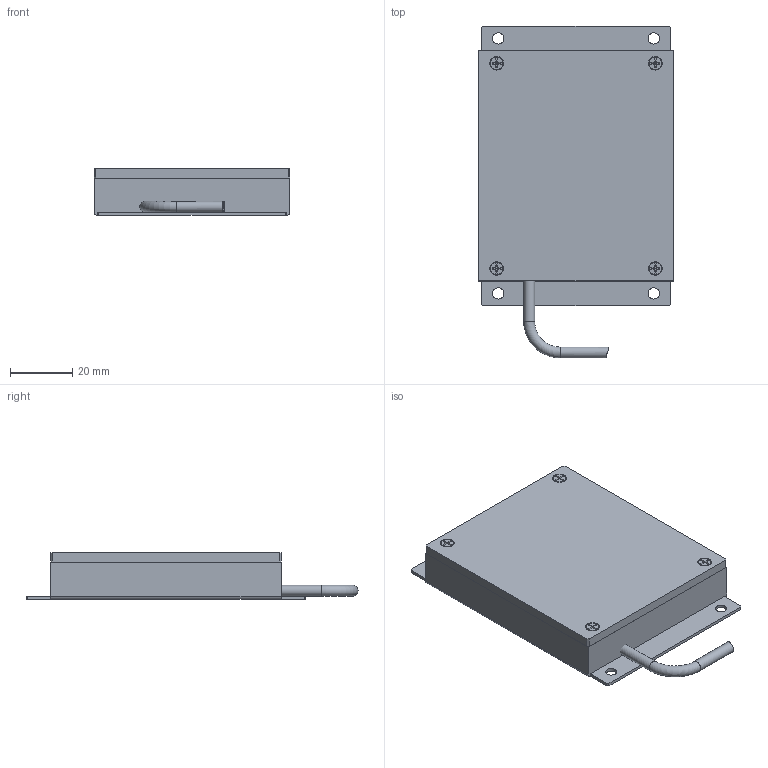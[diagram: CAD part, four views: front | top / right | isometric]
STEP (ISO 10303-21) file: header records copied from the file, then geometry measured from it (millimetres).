
FILE_DESCRIPTION (( 'STEP AP203' ), '1' );
FILE_NAME ('SBL-60X60x.STEP', '2016-02-12T06:38:13', ( 'CCS Inc' ), ( 'CCS Inc' ), 'SwSTEP 2.0', 'SolidWorks 2011', '' );
FILE_SCHEMA (( 'CONFIG_CONTROL_DESIGN' ));
Length unit declared in the file: millimetre
Products named in the file (1): SBL-60X60x
Bounding box: 63 x 106.75 x 15 mm (x, y, z)
Volume: 71341.5 mm3; surface area: 25529.4 mm2
Topology: 7 solids, 7 shells, 120 faces, 292 edges, 190 vertices
Faces by surface type: plane 89, cylinder 22, cone 8, torus 1
Full cylindrical faces by diameter (mm): 2 x4, 2.4 x4, 3.5 x2, 3.6 x4, 4 x4
Entity records: 3432 total; most frequent: CARTESIAN_POINT 618, DIRECTION 543, ORIENTED_EDGE 520, EDGE_CURVE 260, VECTOR 215, LINE 215, VERTEX_POINT 185, EDGE_LOOP 167
